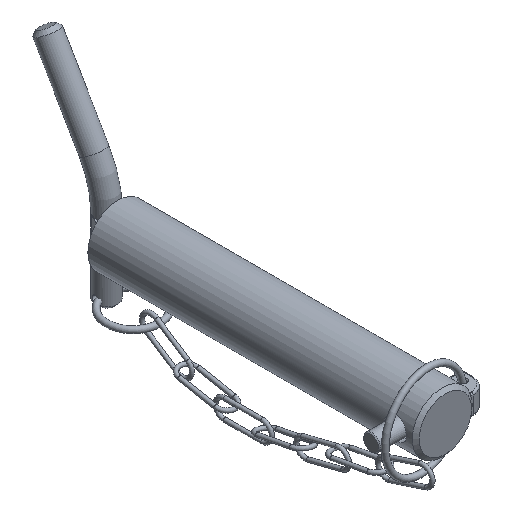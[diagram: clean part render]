
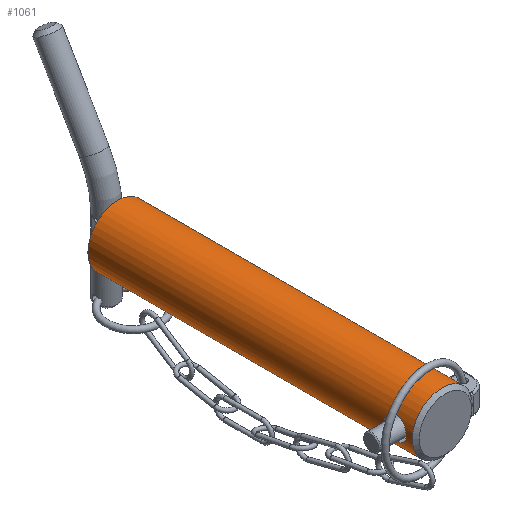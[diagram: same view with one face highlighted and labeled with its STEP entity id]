
A CAD part, isometric view. The second image highlights one B-rep face of the part: STEP entity #1061.
In plain terms, the highlighted cylindrical face has radius 16 mm (diameter 32 mm), a full revolution.
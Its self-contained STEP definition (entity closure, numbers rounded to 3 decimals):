
#73=FACE_BOUND('',#267,.T.);
#124=CYLINDRICAL_SURFACE('',#1313,16.);
#149=B_SPLINE_CURVE_WITH_KNOTS('',3,(#7444,#7445,#7446,#7447,#7448,#7449,
#7450,#7451,#7452,#7453,#7454,#7455,#7456,#7457,#7458,#7459,#7460,#7461,
#7462),.UNSPECIFIED.,.F.,.F.,(4,2,2,2,3,2,2,2,4),(2.741,2.97,
3.198,3.427,3.655,3.884,4.112,
4.341,4.569),.UNSPECIFIED.);
#150=B_SPLINE_CURVE_WITH_KNOTS('',3,(#7464,#7465,#7466,#7467,#7468,#7469,
#7470,#7471,#7472,#7473,#7474,#7475,#7476,#7477,#7478,#7479,#7480,#7481),
 .UNSPECIFIED.,.F.,.F.,(4,2,2,2,2,2,2,2,4),(0.914,1.142,
1.371,1.599,1.828,2.056,2.285,
2.513,2.741),.UNSPECIFIED.);
#151=B_SPLINE_CURVE_WITH_KNOTS('',3,(#7484,#7485,#7486,#7487,#7488,#7489,
#7490,#7491,#7492,#7493,#7494,#7495,#7496,#7497,#7498,#7499,#7500,#7501,
#7502,#7503,#7504,#7505,#7506,#7507,#7508,#7509),.UNSPECIFIED.,.F.,.F.,
(4,2,2,2,2,2,2,2,2,2,2,2,4),(0.,0.229,0.457,0.685,
0.914,1.142,1.371,1.599,1.828,
2.056,2.285,2.513,2.741),
 .UNSPECIFIED.);
#152=B_SPLINE_CURVE_WITH_KNOTS('',3,(#7510,#7511,#7512,#7513,#7514,#7515,
#7516,#7517,#7518,#7519),.UNSPECIFIED.,.F.,.F.,(4,2,2,2,4),(2.741,
2.97,3.198,3.427,3.655),
 .UNSPECIFIED.);
#202=FACE_OUTER_BOUND('',#266,.T.);
#266=EDGE_LOOP('',(#810,#811,#812,#813,#814,#815,#816,#817,#818));
#267=EDGE_LOOP('',(#819,#820));
#329=CIRCLE('',#1310,16.);
#330=CIRCLE('',#1311,16.);
#332=CIRCLE('',#1314,16.);
#382=LINE('',#7442,#442);
#383=LINE('',#7463,#443);
#442=VECTOR('',#1506,16.);
#443=VECTOR('',#1507,16.);
#512=VERTEX_POINT('',#7431);
#513=VERTEX_POINT('',#7432);
#515=VERTEX_POINT('',#7439);
#516=VERTEX_POINT('',#7441);
#517=VERTEX_POINT('',#7443);
#518=VERTEX_POINT('',#7482);
#519=VERTEX_POINT('',#7483);
#617=EDGE_CURVE('',#512,#513,#329,.T.);
#618=EDGE_CURVE('',#513,#512,#330,.T.);
#621=EDGE_CURVE('',#515,#515,#332,.T.);
#622=EDGE_CURVE('',#515,#516,#382,.T.);
#623=EDGE_CURVE('',#516,#517,#149,.T.);
#624=EDGE_CURVE('',#517,#513,#383,.T.);
#625=EDGE_CURVE('',#517,#516,#150,.T.);
#626=EDGE_CURVE('',#518,#519,#151,.T.);
#627=EDGE_CURVE('',#519,#518,#152,.T.);
#810=ORIENTED_EDGE('',*,*,#621,.F.);
#811=ORIENTED_EDGE('',*,*,#622,.T.);
#812=ORIENTED_EDGE('',*,*,#623,.T.);
#813=ORIENTED_EDGE('',*,*,#624,.T.);
#814=ORIENTED_EDGE('',*,*,#617,.F.);
#815=ORIENTED_EDGE('',*,*,#618,.F.);
#816=ORIENTED_EDGE('',*,*,#624,.F.);
#817=ORIENTED_EDGE('',*,*,#625,.T.);
#818=ORIENTED_EDGE('',*,*,#622,.F.);
#819=ORIENTED_EDGE('',*,*,#626,.T.);
#820=ORIENTED_EDGE('',*,*,#627,.T.);
#1061=ADVANCED_FACE('',(#202,#73),#124,.T.);
#1310=AXIS2_PLACEMENT_3D('',#7433,#1495,#1496);
#1311=AXIS2_PLACEMENT_3D('',#7434,#1497,#1498);
#1313=AXIS2_PLACEMENT_3D('',#7438,#1502,#1503);
#1314=AXIS2_PLACEMENT_3D('',#7440,#1504,#1505);
#1495=DIRECTION('center_axis',(0.,-1.,0.));
#1496=DIRECTION('ref_axis',(1.,0.,0.));
#1497=DIRECTION('center_axis',(0.,-1.,0.));
#1498=DIRECTION('ref_axis',(1.,0.,0.));
#1502=DIRECTION('center_axis',(0.,1.,0.));
#1503=DIRECTION('ref_axis',(-1.,0.,0.));
#1504=DIRECTION('center_axis',(0.,1.,0.));
#1505=DIRECTION('ref_axis',(-1.,0.,0.));
#1506=DIRECTION('',(0.,-1.,0.));
#1507=DIRECTION('',(0.,-1.,0.));
#7431=CARTESIAN_POINT('',(-16.,1.678,0.));
#7432=CARTESIAN_POINT('',(16.,1.678,0.));
#7433=CARTESIAN_POINT('Origin',(0.,1.678,0.));
#7434=CARTESIAN_POINT('Origin',(0.,1.678,0.));
#7438=CARTESIAN_POINT('Origin',(0.,0.,0.));
#7439=CARTESIAN_POINT('',(16.,175.,0.));
#7440=CARTESIAN_POINT('Origin',(0.,175.,0.));
#7441=CARTESIAN_POINT('',(16.,17.,0.));
#7442=CARTESIAN_POINT('',(16.,0.,0.));
#7443=CARTESIAN_POINT('',(16.,5.,0.));
#7444=CARTESIAN_POINT('Ctrl Pts',(16.,17.,0.));
#7445=CARTESIAN_POINT('Ctrl Pts',(16.,17.,-0.761));
#7446=CARTESIAN_POINT('Ctrl Pts',(15.94,16.846,-1.568));
#7447=CARTESIAN_POINT('Ctrl Pts',(15.725,16.232,-3.044));
#7448=CARTESIAN_POINT('Ctrl Pts',(15.573,15.771,-3.714));
#7449=CARTESIAN_POINT('Ctrl Pts',(15.282,14.714,-4.771));
#7450=CARTESIAN_POINT('Ctrl Pts',(15.124,14.044,-5.232));
#7451=CARTESIAN_POINT('Ctrl Pts',(14.897,12.569,-5.846));
#7452=CARTESIAN_POINT('Ctrl Pts',(14.832,11.762,-6.));
#7453=CARTESIAN_POINT('Ctrl Pts',(14.832,11.,-6.));
#7454=CARTESIAN_POINT('Ctrl Pts',(14.832,10.238,-6.));
#7455=CARTESIAN_POINT('Ctrl Pts',(14.897,9.431,-5.846));
#7456=CARTESIAN_POINT('Ctrl Pts',(15.124,7.956,-5.232));
#7457=CARTESIAN_POINT('Ctrl Pts',(15.282,7.286,-4.771));
#7458=CARTESIAN_POINT('Ctrl Pts',(15.573,6.229,-3.714));
#7459=CARTESIAN_POINT('Ctrl Pts',(15.725,5.768,-3.044));
#7460=CARTESIAN_POINT('Ctrl Pts',(15.94,5.154,-1.568));
#7461=CARTESIAN_POINT('Ctrl Pts',(16.,5.,-0.761));
#7462=CARTESIAN_POINT('Ctrl Pts',(16.,5.,0.));
#7463=CARTESIAN_POINT('',(16.,0.,0.));
#7464=CARTESIAN_POINT('Ctrl Pts',(16.,5.,0.));
#7465=CARTESIAN_POINT('Ctrl Pts',(16.,5.,0.761));
#7466=CARTESIAN_POINT('Ctrl Pts',(15.94,5.154,1.568));
#7467=CARTESIAN_POINT('Ctrl Pts',(15.725,5.768,3.044));
#7468=CARTESIAN_POINT('Ctrl Pts',(15.573,6.229,3.714));
#7469=CARTESIAN_POINT('Ctrl Pts',(15.282,7.286,4.771));
#7470=CARTESIAN_POINT('Ctrl Pts',(15.124,7.956,5.232));
#7471=CARTESIAN_POINT('Ctrl Pts',(14.897,9.431,5.846));
#7472=CARTESIAN_POINT('Ctrl Pts',(14.832,10.238,6.));
#7473=CARTESIAN_POINT('Ctrl Pts',(14.832,11.762,6.));
#7474=CARTESIAN_POINT('Ctrl Pts',(14.897,12.569,5.846));
#7475=CARTESIAN_POINT('Ctrl Pts',(15.124,14.044,5.232));
#7476=CARTESIAN_POINT('Ctrl Pts',(15.282,14.714,4.771));
#7477=CARTESIAN_POINT('Ctrl Pts',(15.573,15.771,3.714));
#7478=CARTESIAN_POINT('Ctrl Pts',(15.725,16.232,3.044));
#7479=CARTESIAN_POINT('Ctrl Pts',(15.94,16.846,1.568));
#7480=CARTESIAN_POINT('Ctrl Pts',(16.,17.,0.761));
#7481=CARTESIAN_POINT('Ctrl Pts',(16.,17.,0.));
#7482=CARTESIAN_POINT('',(-14.832,11.,-6.));
#7483=CARTESIAN_POINT('',(-16.,5.,0.));
#7484=CARTESIAN_POINT('Ctrl Pts',(-14.832,11.,-6.));
#7485=CARTESIAN_POINT('Ctrl Pts',(-14.832,11.762,-6.));
#7486=CARTESIAN_POINT('Ctrl Pts',(-14.897,12.569,-5.846));
#7487=CARTESIAN_POINT('Ctrl Pts',(-15.124,14.044,-5.232));
#7488=CARTESIAN_POINT('Ctrl Pts',(-15.282,14.714,-4.771));
#7489=CARTESIAN_POINT('Ctrl Pts',(-15.573,15.771,-3.714));
#7490=CARTESIAN_POINT('Ctrl Pts',(-15.725,16.232,-3.044));
#7491=CARTESIAN_POINT('Ctrl Pts',(-15.94,16.846,-1.568));
#7492=CARTESIAN_POINT('Ctrl Pts',(-16.,17.,-0.761));
#7493=CARTESIAN_POINT('Ctrl Pts',(-16.,17.,0.761));
#7494=CARTESIAN_POINT('Ctrl Pts',(-15.94,16.846,1.568));
#7495=CARTESIAN_POINT('Ctrl Pts',(-15.725,16.232,3.044));
#7496=CARTESIAN_POINT('Ctrl Pts',(-15.573,15.771,3.714));
#7497=CARTESIAN_POINT('Ctrl Pts',(-15.282,14.714,4.771));
#7498=CARTESIAN_POINT('Ctrl Pts',(-15.124,14.044,5.232));
#7499=CARTESIAN_POINT('Ctrl Pts',(-14.897,12.569,5.846));
#7500=CARTESIAN_POINT('Ctrl Pts',(-14.832,11.762,6.));
#7501=CARTESIAN_POINT('Ctrl Pts',(-14.832,10.238,6.));
#7502=CARTESIAN_POINT('Ctrl Pts',(-14.897,9.431,5.846));
#7503=CARTESIAN_POINT('Ctrl Pts',(-15.124,7.956,5.232));
#7504=CARTESIAN_POINT('Ctrl Pts',(-15.282,7.286,4.771));
#7505=CARTESIAN_POINT('Ctrl Pts',(-15.573,6.229,3.714));
#7506=CARTESIAN_POINT('Ctrl Pts',(-15.725,5.768,3.044));
#7507=CARTESIAN_POINT('Ctrl Pts',(-15.94,5.154,1.568));
#7508=CARTESIAN_POINT('Ctrl Pts',(-16.,5.,0.761));
#7509=CARTESIAN_POINT('Ctrl Pts',(-16.,5.,0.));
#7510=CARTESIAN_POINT('Ctrl Pts',(-16.,5.,0.));
#7511=CARTESIAN_POINT('Ctrl Pts',(-16.,5.,-0.761));
#7512=CARTESIAN_POINT('Ctrl Pts',(-15.94,5.154,-1.568));
#7513=CARTESIAN_POINT('Ctrl Pts',(-15.725,5.768,-3.044));
#7514=CARTESIAN_POINT('Ctrl Pts',(-15.573,6.229,-3.714));
#7515=CARTESIAN_POINT('Ctrl Pts',(-15.282,7.286,-4.771));
#7516=CARTESIAN_POINT('Ctrl Pts',(-15.124,7.956,-5.232));
#7517=CARTESIAN_POINT('Ctrl Pts',(-14.897,9.431,-5.846));
#7518=CARTESIAN_POINT('Ctrl Pts',(-14.832,10.238,-6.));
#7519=CARTESIAN_POINT('Ctrl Pts',(-14.832,11.,-6.));
